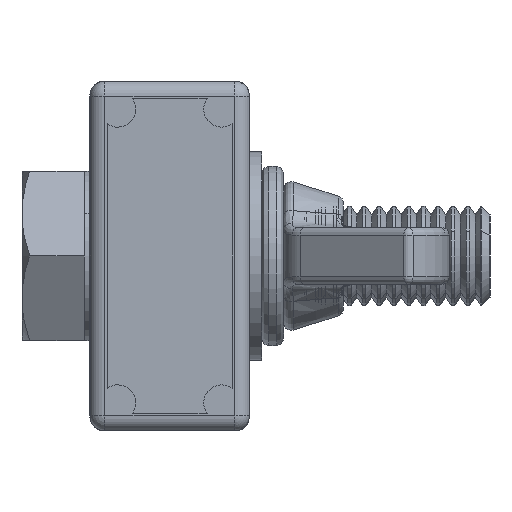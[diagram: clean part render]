
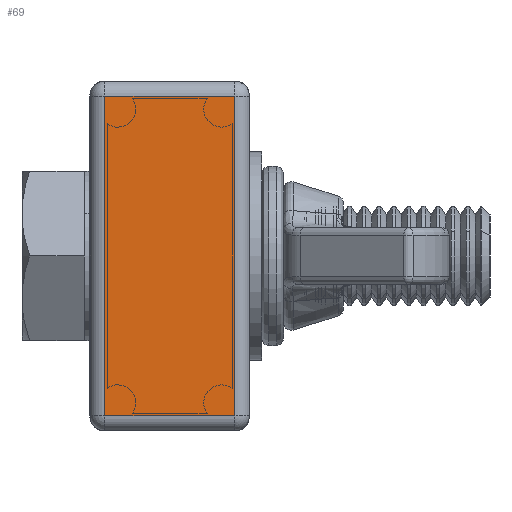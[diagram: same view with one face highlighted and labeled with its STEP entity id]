
A CAD part, left-side view. The second image highlights one B-rep face of the part: STEP entity #69.
In plain terms, the highlighted face is planar.
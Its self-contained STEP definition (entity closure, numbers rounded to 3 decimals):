
#49 = EDGE_CURVE ( 'NONE', #9820, #1150, #7585, .T. ) ;
#69 = ADVANCED_FACE ( 'NONE', ( #10392 ), #4823, .F. ) ;
#85 = ORIENTED_EDGE ( 'NONE', *, *, #5614, .T. ) ;
#335 = LINE ( 'NONE', #12321, #5274 ) ;
#405 = VECTOR ( 'NONE', #12315, 1000. ) ;
#1094 = DIRECTION ( 'NONE',  ( 0., 0., -1. ) ) ;
#1150 = VERTEX_POINT ( 'NONE', #10579 ) ;
#2924 = VERTEX_POINT ( 'NONE', #3152 ) ;
#3042 = ORIENTED_EDGE ( 'NONE', *, *, #7698, .T. ) ;
#3085 = ORIENTED_EDGE ( 'NONE', *, *, #11003, .T. ) ;
#3152 = CARTESIAN_POINT ( 'NONE',  ( -16., 3.5, -6.5 ) ) ;
#3258 = VERTEX_POINT ( 'NONE', #10532 ) ;
#3555 = CARTESIAN_POINT ( 'NONE',  ( 16., 3.5, -8. ) ) ;
#4049 = ORIENTED_EDGE ( 'NONE', *, *, #49, .T. ) ;
#4318 = EDGE_LOOP ( 'NONE', ( #3085, #85, #3042, #4049 ) ) ;
#4662 = CARTESIAN_POINT ( 'NONE',  ( -17.5, 3.5, 6.5 ) ) ;
#4789 = DIRECTION ( 'NONE',  ( -1., 0., 0. ) ) ;
#4823 = PLANE ( 'NONE',  #12260 ) ;
#5274 = VECTOR ( 'NONE', #7657, 1000. ) ;
#5544 = CARTESIAN_POINT ( 'NONE',  ( -17.5, 3.5, -6.5 ) ) ;
#5614 = EDGE_CURVE ( 'NONE', #3258, #2924, #5810, .T. ) ;
#5663 = DIRECTION ( 'NONE',  ( 1., 0., 0. ) ) ;
#5810 = LINE ( 'NONE', #5544, #6273 ) ;
#6273 = VECTOR ( 'NONE', #4789, 1000. ) ;
#6368 = VECTOR ( 'NONE', #5663, 1000. ) ;
#7585 = LINE ( 'NONE', #4662, #6368 ) ;
#7657 = DIRECTION ( 'NONE',  ( 0., 0., 1. ) ) ;
#7698 = EDGE_CURVE ( 'NONE', #2924, #9820, #335, .T. ) ;
#8854 = CARTESIAN_POINT ( 'NONE',  ( -16., 3.5, 6.5 ) ) ;
#9544 = CARTESIAN_POINT ( 'NONE',  ( -17.5, 3.5, -8. ) ) ;
#9820 = VERTEX_POINT ( 'NONE', #8854 ) ;
#10392 = FACE_OUTER_BOUND ( 'NONE', #4318, .T. ) ;
#10532 = CARTESIAN_POINT ( 'NONE',  ( 16., 3.5, -6.5 ) ) ;
#10570 = LINE ( 'NONE', #3555, #405 ) ;
#10579 = CARTESIAN_POINT ( 'NONE',  ( 16., 3.5, 6.5 ) ) ;
#11003 = EDGE_CURVE ( 'NONE', #1150, #3258, #10570, .T. ) ;
#11634 = DIRECTION ( 'NONE',  ( 0., -1., 0. ) ) ;
#12260 = AXIS2_PLACEMENT_3D ( 'NONE', #9544, #11634, #1094 ) ;
#12315 = DIRECTION ( 'NONE',  ( 0., 0., -1. ) ) ;
#12321 = CARTESIAN_POINT ( 'NONE',  ( -16., 3.5, -8. ) ) ;
